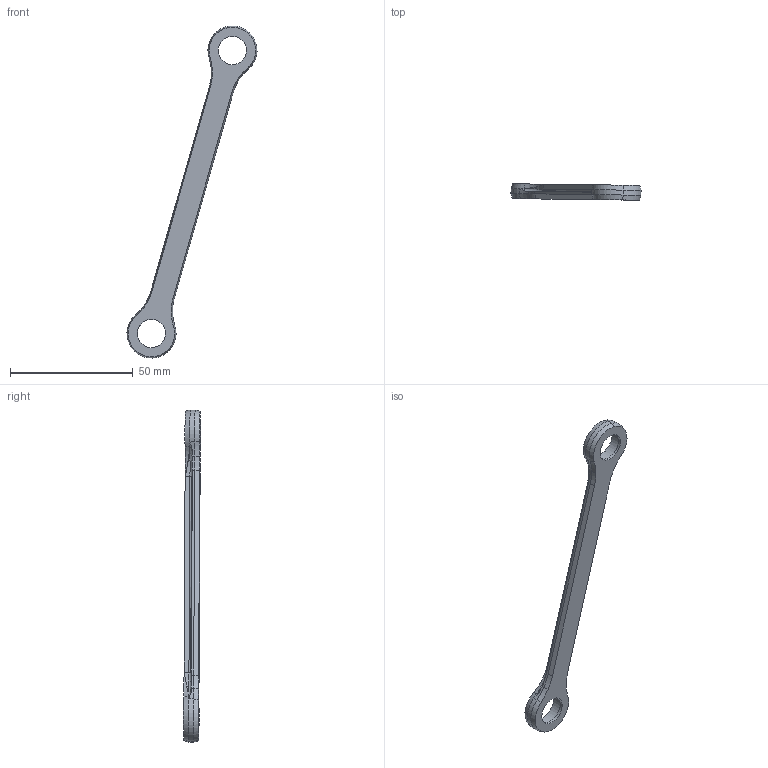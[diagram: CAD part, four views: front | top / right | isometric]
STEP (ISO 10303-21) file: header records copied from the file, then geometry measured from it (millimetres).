
FILE_DESCRIPTION (( 'STEP AP214' ), '1' );
FILE_NAME ('PART 2 DOWN_Default_sldprt.STEP', '2025-05-03T12:39:06', ( '' ), ( '' ), 'SwSTEP 2.0', 'SolidWorks 2022', '' );
FILE_SCHEMA (( 'AUTOMOTIVE_DESIGN' ));
Length unit declared in the file: centimetre
Products named in the file (1): PART 2 DOWN_Default_sldprt
Bounding box: 53.02 x 6.97 x 135.34 mm (x, y, z)
Volume: 6314.4 mm3; surface area: 4978.8 mm2
Topology: 1 solids, 1 shells, 76 faces, 184 edges, 112 vertices
Faces by surface type: cylinder 36, cone 16, plane 12, torus 8, bspline 4
Entity records: 2756 total; most frequent: CARTESIAN_POINT 923, DIRECTION 398, ORIENTED_EDGE 368, EDGE_CURVE 184, AXIS2_PLACEMENT_3D 165, VERTEX_POINT 112, CIRCLE 92, EDGE_LOOP 82
